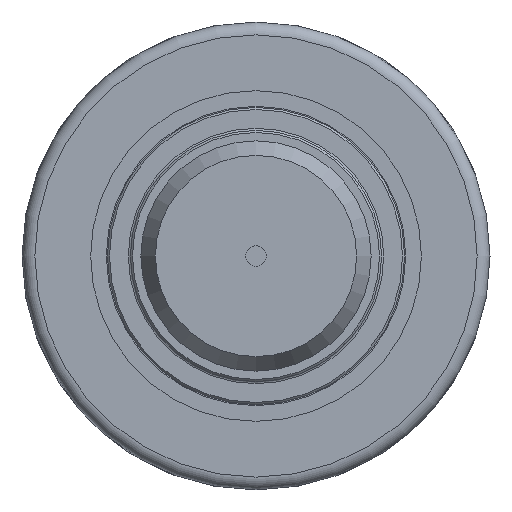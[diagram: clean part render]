
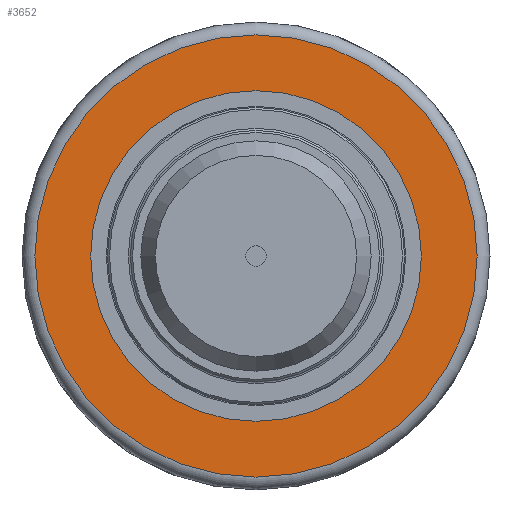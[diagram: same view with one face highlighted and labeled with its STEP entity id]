
A CAD part, left-side view. The second image highlights one B-rep face of the part: STEP entity #3652.
In plain terms, the highlighted planar face has unit normal (-1, 0, 0).
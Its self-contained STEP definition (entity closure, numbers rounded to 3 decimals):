
#601=FACE_BOUND('',#1085,.T.);
#675=PLANE('',#4100);
#856=FACE_OUTER_BOUND('',#1084,.T.);
#1084=EDGE_LOOP('',(#3243,#3244));
#1085=EDGE_LOOP('',(#3245,#3246));
#1317=CIRCLE('',#4078,39.5);
#1318=CIRCLE('',#4079,39.5);
#1333=CIRCLE('',#4098,52.822);
#1334=CIRCLE('',#4099,52.822);
#1687=VERTEX_POINT('',#7043);
#1688=VERTEX_POINT('',#7044);
#1700=VERTEX_POINT('',#7104);
#1701=VERTEX_POINT('',#7106);
#2201=EDGE_CURVE('',#1687,#1688,#1317,.T.);
#2202=EDGE_CURVE('',#1688,#1687,#1318,.T.);
#2219=EDGE_CURVE('',#1700,#1701,#1333,.T.);
#2220=EDGE_CURVE('',#1701,#1700,#1334,.T.);
#3243=ORIENTED_EDGE('',*,*,#2220,.F.);
#3244=ORIENTED_EDGE('',*,*,#2219,.F.);
#3245=ORIENTED_EDGE('',*,*,#2202,.T.);
#3246=ORIENTED_EDGE('',*,*,#2201,.T.);
#3652=ADVANCED_FACE('',(#856,#601),#675,.T.);
#4078=AXIS2_PLACEMENT_3D('',#7045,#5087,#5088);
#4079=AXIS2_PLACEMENT_3D('',#7046,#5089,#5090);
#4098=AXIS2_PLACEMENT_3D('',#7107,#5129,#5130);
#4099=AXIS2_PLACEMENT_3D('',#7108,#5131,#5132);
#4100=AXIS2_PLACEMENT_3D('',#7109,#5133,#5134);
#5087=DIRECTION('center_axis',(1.,0.,0.));
#5088=DIRECTION('ref_axis',(0.,0.,
-1.));
#5089=DIRECTION('center_axis',(1.,0.,0.));
#5090=DIRECTION('ref_axis',(0.,0.,
-1.));
#5129=DIRECTION('center_axis',(1.,0.,0.));
#5130=DIRECTION('ref_axis',(0.,0.,
1.));
#5131=DIRECTION('center_axis',(1.,0.,0.));
#5132=DIRECTION('ref_axis',(0.,0.,
1.));
#5133=DIRECTION('center_axis',(-1.,0.,0.));
#5134=DIRECTION('ref_axis',(0.,1.,0.));
#7043=CARTESIAN_POINT('',(33.9,0.,39.5));
#7044=CARTESIAN_POINT('',(33.9,0.,-39.5));
#7045=CARTESIAN_POINT('Origin',(33.9,0.,0.));
#7046=CARTESIAN_POINT('Origin',(33.9,0.,0.));
#7104=CARTESIAN_POINT('',(33.9,52.822,0.));
#7106=CARTESIAN_POINT('',(33.9,0.,-52.822));
#7107=CARTESIAN_POINT('Origin',(33.9,0.,0.));
#7108=CARTESIAN_POINT('Origin',(33.9,0.,0.));
#7109=CARTESIAN_POINT('Origin',(33.9,0.,-47.64));
